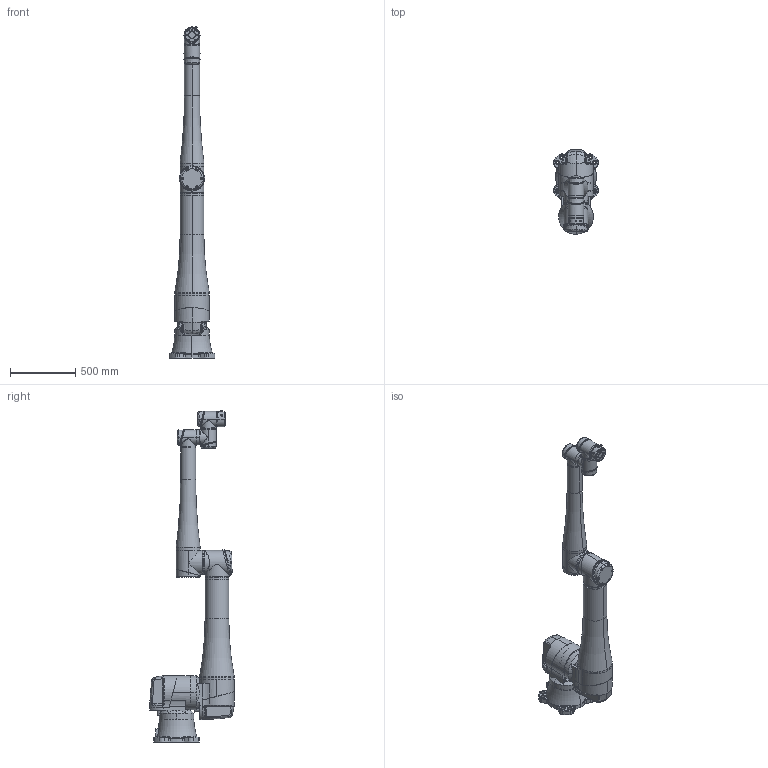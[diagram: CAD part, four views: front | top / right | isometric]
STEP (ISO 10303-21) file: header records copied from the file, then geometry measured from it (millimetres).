
FILE_DESCRIPTION (( 'STEP AP214' ), '1' );
FILE_NAME ('i35-潠趙耀倰.STEP', '2024-10-23T05:44:21', ( '' ), ( '' ), 'SwSTEP 2.0', 'SolidWorks 2022', '' );
FILE_SCHEMA (( 'AUTOMOTIVE_DESIGN' ));
Length unit declared in the file: millimetre
Products named in the file (8): i35-基座简化; i35-末端简化; M25-简化模块1; i35-大臂简化; i35-小臂简化; M25-简化模块; i35-简化模型; i35-ID1简化
Assembly tree (7 placements, depth 2):
  i35-简化模型
    i35-基座简化
    i35-ID1简化
    i35-大臂简化
    i35-小臂简化
    M25-简化模块
    M25-简化模块1
    i35-末端简化
Bounding box: 349.1 x 647.5 x 2547.6 mm (x, y, z)
Volume: 105739445.5 mm3; surface area: 2989418.7 mm2
Topology: 7 solids, 11 shells, 1373 faces, 3281 edges, 1996 vertices
Faces by surface type: bspline 479, cylinder 363, plane 340, cone 129, torus 62
Entity records: 103395 total; most frequent: CARTESIAN_POINT 60780, ORIENTED_EDGE 6490, DIRECTION 5192, EDGE_CURVE 3245, AXIS2_PLACEMENT_3D 2154, VERTEX_POINT 1996, EDGE_LOOP 1491, ADVANCED_FACE 1373
